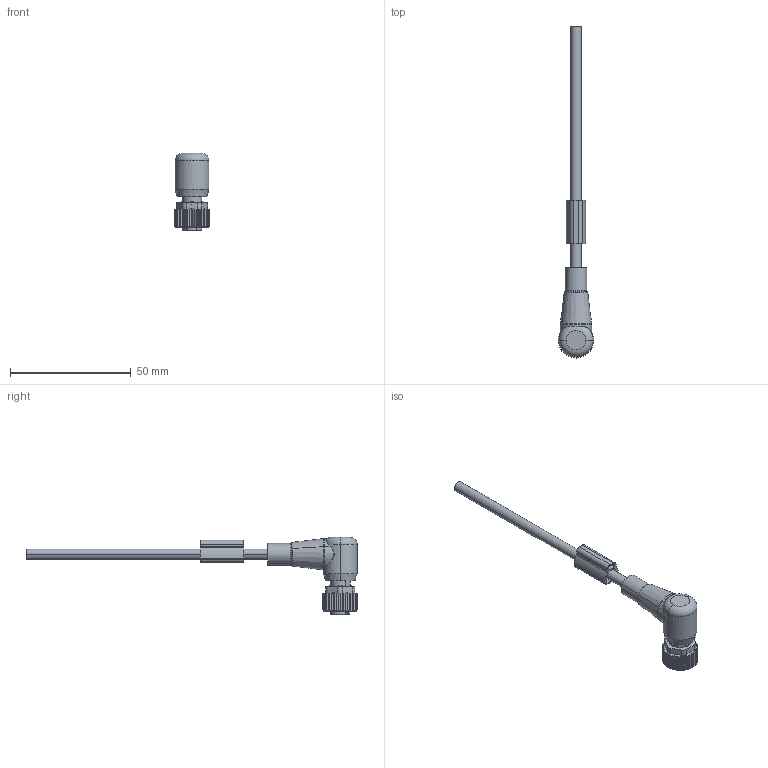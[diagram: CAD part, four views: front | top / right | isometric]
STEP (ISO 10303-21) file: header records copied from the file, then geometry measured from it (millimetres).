
FILE_DESCRIPTION(('CATIA V5 STEP Exchange','CAx-IF Rec.Pracs.--- Model Styling and Organization---1.4--- 2014-01-23'),'2;1');
FILE_NAME ('006117-4_0', '2020-04-10T07:41:51+00:00', ('none'), ('Weidmueller'), 'CATIA Version 5-6 Release 2016 SP3 HF44', 'CATIA V5 STEP AP214', 'none');
FILE_SCHEMA(('AUTOMOTIVE_DESIGN { 1 0 10303 214 1 1 1 1 }'));
Length unit declared in the file: millimetre
Products named in the file (1): 1092940300
Bounding box: 14.52 x 137.3 x 32 mm (x, y, z)
Volume: 8040.7 mm3; surface area: 6999.9 mm2
Topology: 15 solids, 15 shells, 602 faces, 1495 edges, 935 vertices
Faces by surface type: plane 251, cylinder 188, cone 86, torus 54, bspline 19, revolution 4
Entity records: 18191 total; most frequent: CARTESIAN_POINT 5453, ORIENTED_EDGE 2958, DIRECTION 1933, EDGE_CURVE 1479, VERTEX_POINT 935, AXIS2_PLACEMENT_3D 931, EDGE_LOOP 650, ADVANCED_FACE 602
